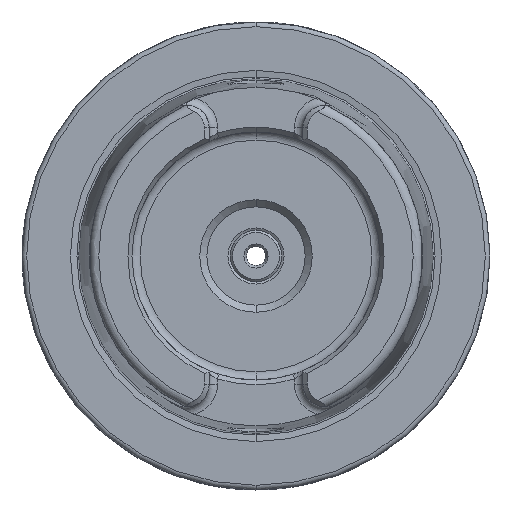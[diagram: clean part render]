
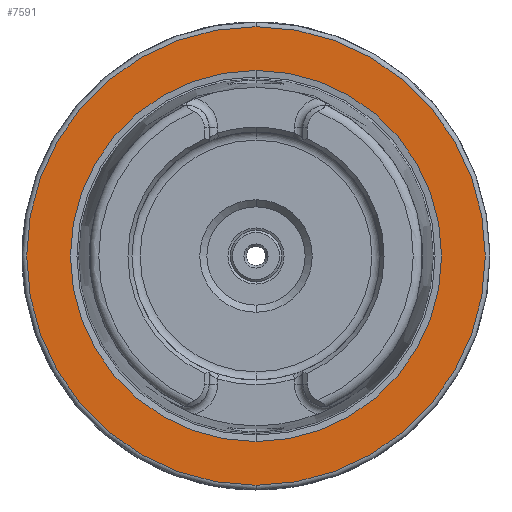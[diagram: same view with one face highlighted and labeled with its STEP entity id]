
A CAD part, left-side view. The second image highlights one B-rep face of the part: STEP entity #7591.
In plain terms, the highlighted planar face has unit normal (-1, 0, 0).
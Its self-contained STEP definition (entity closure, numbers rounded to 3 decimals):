
#284 = AXIS2_PLACEMENT_3D ( 'NONE', #4380, #6745, #7424 ) ;
#312 = EDGE_CURVE ( 'NONE', #4610, #5093, #536, .T. ) ;
#375 = CARTESIAN_POINT ( 'NONE',  ( 0., 0., 0. ) ) ;
#536 = CIRCLE ( 'NONE', #2514, 49. ) ;
#973 = AXIS2_PLACEMENT_3D ( 'NONE', #375, #4428, #2736 ) ;
#1080 = EDGE_CURVE ( 'NONE', #4633, #2921, #1847, .T. ) ;
#1292 = CARTESIAN_POINT ( 'NONE',  ( 0., 0., -49. ) ) ;
#1695 = CARTESIAN_POINT ( 'NONE',  ( 0., 0., 0. ) ) ;
#1730 = EDGE_CURVE ( 'NONE', #2921, #4633, #5450, .T. ) ;
#1763 = ORIENTED_EDGE ( 'NONE', *, *, #312, .F. ) ;
#1847 = CIRCLE ( 'NONE', #973, 39.647 ) ;
#2155 = CARTESIAN_POINT ( 'NONE',  ( 0., 0., 0. ) ) ;
#2222 = AXIS2_PLACEMENT_3D ( 'NONE', #5771, #3550, #5809 ) ;
#2281 = CARTESIAN_POINT ( 'NONE',  ( 0., 0., -39.647 ) ) ;
#2514 = AXIS2_PLACEMENT_3D ( 'NONE', #2155, #3897, #4432 ) ;
#2613 = CIRCLE ( 'NONE', #2975, 49. ) ;
#2736 = DIRECTION ( 'NONE',  ( 0., 0., -1. ) ) ;
#2921 = VERTEX_POINT ( 'NONE', #4421 ) ;
#2975 = AXIS2_PLACEMENT_3D ( 'NONE', #1695, #6925, #6495 ) ;
#3289 = FACE_OUTER_BOUND ( 'NONE', #7608, .T. ) ;
#3367 = FACE_BOUND ( 'NONE', #4810, .T. ) ;
#3550 = DIRECTION ( 'NONE',  ( 1., 0., 0. ) ) ;
#3832 = PLANE ( 'NONE',  #284 ) ;
#3897 = DIRECTION ( 'NONE',  ( 1., 0., 0. ) ) ;
#4380 = CARTESIAN_POINT ( 'NONE',  ( 0., 39.647, 0. ) ) ;
#4421 = CARTESIAN_POINT ( 'NONE',  ( 0., 0., 39.647 ) ) ;
#4428 = DIRECTION ( 'NONE',  ( 1., 0., 0. ) ) ;
#4432 = DIRECTION ( 'NONE',  ( 0., 0., -1. ) ) ;
#4610 = VERTEX_POINT ( 'NONE', #6380 ) ;
#4633 = VERTEX_POINT ( 'NONE', #2281 ) ;
#4810 = EDGE_LOOP ( 'NONE', ( #7376, #5565 ) ) ;
#4873 = ORIENTED_EDGE ( 'NONE', *, *, #5608, .F. ) ;
#5093 = VERTEX_POINT ( 'NONE', #1292 ) ;
#5450 = CIRCLE ( 'NONE', #2222, 39.647 ) ;
#5565 = ORIENTED_EDGE ( 'NONE', *, *, #1080, .T. ) ;
#5608 = EDGE_CURVE ( 'NONE', #5093, #4610, #2613, .T. ) ;
#5771 = CARTESIAN_POINT ( 'NONE',  ( 0., 0., 0. ) ) ;
#5809 = DIRECTION ( 'NONE',  ( 0., 0., -1. ) ) ;
#6380 = CARTESIAN_POINT ( 'NONE',  ( 0., 0., 49. ) ) ;
#6495 = DIRECTION ( 'NONE',  ( 0., 0., -1. ) ) ;
#6745 = DIRECTION ( 'NONE',  ( -1., 0., 0. ) ) ;
#6925 = DIRECTION ( 'NONE',  ( 1., 0., 0. ) ) ;
#7376 = ORIENTED_EDGE ( 'NONE', *, *, #1730, .T. ) ;
#7424 = DIRECTION ( 'NONE',  ( 0., 0., 1. ) ) ;
#7591 = ADVANCED_FACE ( 'NONE', ( #3367, #3289 ), #3832, .T. ) ;
#7608 = EDGE_LOOP ( 'NONE', ( #4873, #1763 ) ) ;
